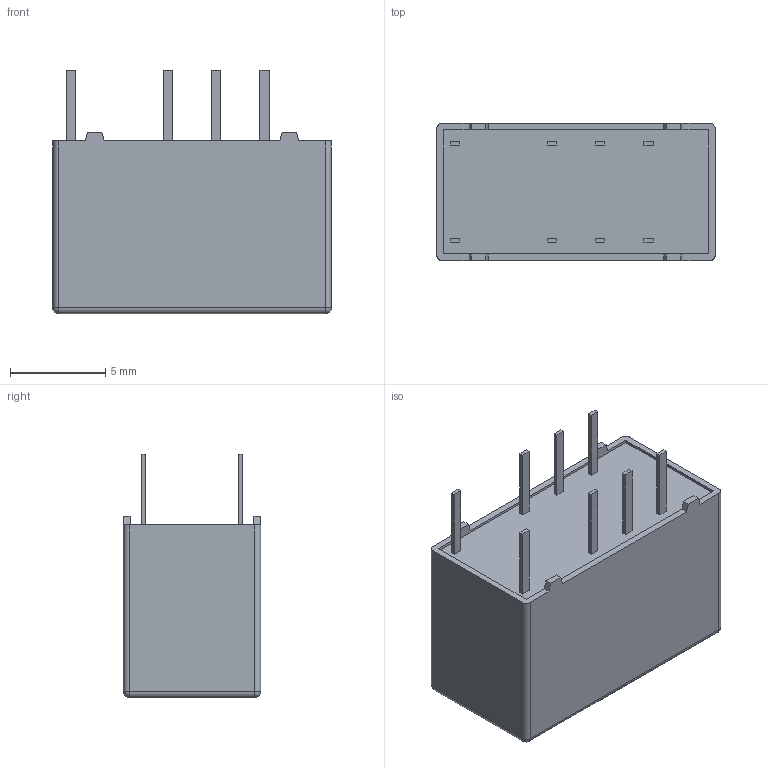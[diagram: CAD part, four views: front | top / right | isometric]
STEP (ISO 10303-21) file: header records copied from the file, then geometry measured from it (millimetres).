
FILE_DESCRIPTION(('STEP AP242'),'1');
FILE_NAME('3-1393789-7.stp','2021-01-29T17:20:20',('TraceParts'),('TraceParts S.A.'),'Spatial InterOp 3D',' ',' ');
FILE_SCHEMA(('AP242_MANAGED_MODEL_BASED_3D_ENGINEERING_MIM_LF {1 0 10303 442 1 1 4}'));
Length unit declared in the file: millimetre
Products named in the file (1): 3-1393789-7
Bounding box: 14.6 x 7.2 x 12.75 mm (x, y, z)
Volume: 939.9 mm3; surface area: 647.8 mm2
Topology: 1 solids, 1 shells, 78 faces, 192 edges, 124 vertices
Faces by surface type: plane 66, cylinder 8, sphere 4
Entity records: 3240 total; most frequent: CARTESIAN_POINT 395, ORIENTED_EDGE 384, DIRECTION 366, STYLED_ITEM 193, PRESENTATION_STYLE_ASSIGNMENT 193, COLOUR_RGB 193, EDGE_CURVE 192, CURVE_STYLE 192
